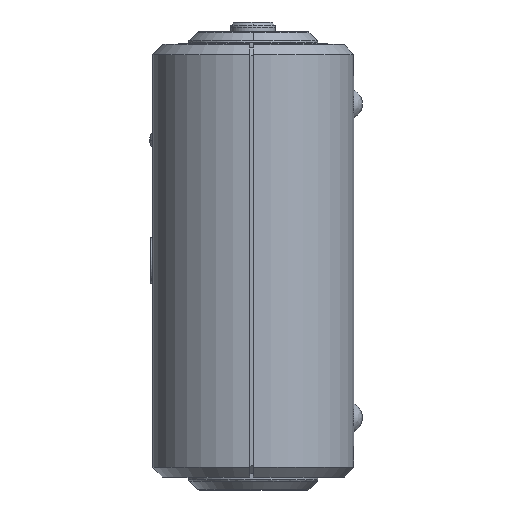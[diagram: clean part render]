
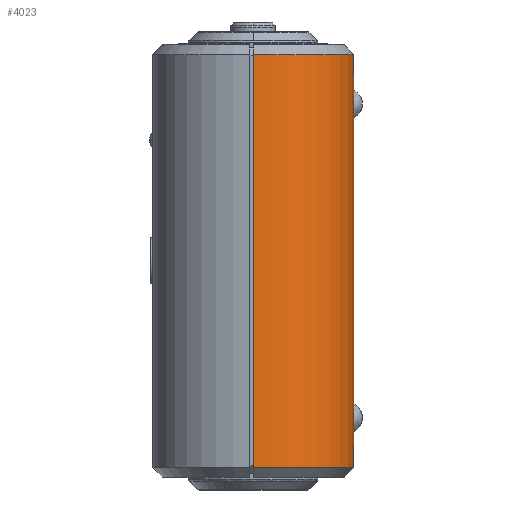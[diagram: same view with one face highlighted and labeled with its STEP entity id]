
A CAD part, left-side view. The second image highlights one B-rep face of the part: STEP entity #4023.
In plain terms, the highlighted cylindrical face has radius 12.5 mm (diameter 25 mm), a partial arc.
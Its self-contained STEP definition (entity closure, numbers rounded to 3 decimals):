
#55 = EDGE_CURVE ( 'NONE', #2110, #7758, #4473, .T. ) ;
#163 = VERTEX_POINT ( 'NONE', #6357 ) ;
#220 = CARTESIAN_POINT ( 'NONE',  ( -38.991, -12.49, 19.613 ) ) ;
#281 = ORIENTED_EDGE ( 'NONE', *, *, #1673, .F. ) ;
#288 = DIRECTION ( 'NONE',  ( 1., 0., 0. ) ) ;
#309 = VECTOR ( 'NONE', #952, 1000. ) ;
#331 = DIRECTION ( 'NONE',  ( 1., 0., 0. ) ) ;
#414 = ORIENTED_EDGE ( 'NONE', *, *, #6780, .T. ) ;
#631 = CARTESIAN_POINT ( 'NONE',  ( -38.937, -12.492, -19.055 ) ) ;
#952 = DIRECTION ( 'NONE',  ( 0., 0., -1. ) ) ;
#1032 = DIRECTION ( 'NONE',  ( 0., 0., -1. ) ) ;
#1045 = CARTESIAN_POINT ( 'NONE',  ( -38.937, -12.492, 19.945 ) ) ;
#1097 = ORIENTED_EDGE ( 'NONE', *, *, #6467, .F. ) ;
#1306 = VERTEX_POINT ( 'NONE', #3980 ) ;
#1360 = VECTOR ( 'NONE', #1032, 1000. ) ;
#1393 = EDGE_CURVE ( 'NONE', #7758, #3015, #4321, .T. ) ;
#1464 = CARTESIAN_POINT ( 'NONE',  ( -38.779, -12.497, -18.632 ) ) ;
#1673 = EDGE_CURVE ( 'NONE', #1306, #3267, #3670, .T. ) ;
#1687 = AXIS2_PLACEMENT_3D ( 'NONE', #2289, #8047, #3108 ) ;
#1896 = CARTESIAN_POINT ( 'NONE',  ( -38.779, -12.497, 20.368 ) ) ;
#2110 = VERTEX_POINT ( 'NONE', #4442 ) ;
#2117 = LINE ( 'NONE', #2594, #10624 ) ;
#2289 = CARTESIAN_POINT ( 'NONE',  ( -38.5, 0., -25.652 ) ) ;
#2306 = CARTESIAN_POINT ( 'NONE',  ( -38.5, -12.5, -18.275 ) ) ;
#2356 = EDGE_CURVE ( 'NONE', #1306, #163, #3640, .T. ) ;
#2516 = LINE ( 'NONE', #2585, #309 ) ;
#2585 = CARTESIAN_POINT ( 'NONE',  ( -38.5, -12.5, -30. ) ) ;
#2594 = CARTESIAN_POINT ( 'NONE',  ( -38.5, -12.5, -30. ) ) ;
#2714 = CARTESIAN_POINT ( 'NONE',  ( -38.5, -12.5, 20.725 ) ) ;
#2809 = CARTESIAN_POINT ( 'NONE',  ( -51., 0., 25.652 ) ) ;
#3015 = VERTEX_POINT ( 'NONE', #8491 ) ;
#3066 = CYLINDRICAL_SURFACE ( 'NONE', #4732, 12.5 ) ;
#3108 = DIRECTION ( 'NONE',  ( 1., 0., 0. ) ) ;
#3194 = EDGE_CURVE ( 'NONE', #3015, #9298, #3205, .T. ) ;
#3205 = CIRCLE ( 'NONE', #1687, 12.5 ) ;
#3267 = VERTEX_POINT ( 'NONE', #8927 ) ;
#3412 = AXIS2_PLACEMENT_3D ( 'NONE', #9274, #10643, #331 ) ;
#3640 = B_SPLINE_CURVE_WITH_KNOTS ( 'NONE', 3,
 ( #5969, #6794, #4324, #10103, #5160, #220, #6003, #1045, #6831, #1896, #7650, #2714 ),
 .UNSPECIFIED., .F., .F.,
 ( 4, 2, 2, 2, 2, 4 ),
 ( -0.001, -0.001, 0., 0., 0.001, 0.001 ),
 .UNSPECIFIED. ) ;
#3670 = LINE ( 'NONE', #5149, #7799 ) ;
#3906 = CARTESIAN_POINT ( 'NONE',  ( -38.778, -12.497, -20.369 ) ) ;
#3980 = CARTESIAN_POINT ( 'NONE',  ( -38.5, -12.5, 18.275 ) ) ;
#4023 = ADVANCED_FACE ( 'NONE', ( #9895 ), #3066, .T. ) ;
#4321 = LINE ( 'NONE', #6669, #1360 ) ;
#4324 = CARTESIAN_POINT ( 'NONE',  ( -38.778, -12.497, 18.631 ) ) ;
#4442 = CARTESIAN_POINT ( 'NONE',  ( -38.5, -12.5, 25.652 ) ) ;
#4473 = CIRCLE ( 'NONE', #3412, 12.5 ) ;
#4732 = AXIS2_PLACEMENT_3D ( 'NONE', #9379, #9341, #288 ) ;
#4742 = CARTESIAN_POINT ( 'NONE',  ( -38.991, -12.49, -19.727 ) ) ;
#5149 = CARTESIAN_POINT ( 'NONE',  ( -38.5, -12.5, -30. ) ) ;
#5160 = CARTESIAN_POINT ( 'NONE',  ( -38.991, -12.49, 19.273 ) ) ;
#5446 = ORIENTED_EDGE ( 'NONE', *, *, #3194, .T. ) ;
#5585 = CARTESIAN_POINT ( 'NONE',  ( -38.98, -12.491, -19.275 ) ) ;
#5683 = EDGE_CURVE ( 'NONE', #7118, #9298, #2516, .T. ) ;
#5969 = CARTESIAN_POINT ( 'NONE',  ( -38.5, -12.5, 18.275 ) ) ;
#6003 = CARTESIAN_POINT ( 'NONE',  ( -38.98, -12.491, 19.725 ) ) ;
#6357 = CARTESIAN_POINT ( 'NONE',  ( -38.5, -12.5, 20.725 ) ) ;
#6415 = CARTESIAN_POINT ( 'NONE',  ( -38.905, -12.494, -18.946 ) ) ;
#6467 = EDGE_CURVE ( 'NONE', #2110, #163, #2117, .T. ) ;
#6669 = CARTESIAN_POINT ( 'NONE',  ( -51., 0., -30. ) ) ;
#6780 = EDGE_CURVE ( 'NONE', #7118, #3267, #9784, .T. ) ;
#6794 = CARTESIAN_POINT ( 'NONE',  ( -38.656, -12.5, 18.441 ) ) ;
#6831 = CARTESIAN_POINT ( 'NONE',  ( -38.905, -12.494, 20.054 ) ) ;
#7118 = VERTEX_POINT ( 'NONE', #9037 ) ;
#7159 = CARTESIAN_POINT ( 'NONE',  ( -38.5, -12.5, -25.652 ) ) ;
#7231 = CARTESIAN_POINT ( 'NONE',  ( -38.656, -12.5, -18.441 ) ) ;
#7537 = DIRECTION ( 'NONE',  ( 0., 0., -1. ) ) ;
#7650 = CARTESIAN_POINT ( 'NONE',  ( -38.656, -12.5, 20.559 ) ) ;
#7758 = VERTEX_POINT ( 'NONE', #2809 ) ;
#7799 = VECTOR ( 'NONE', #8572, 1000. ) ;
#8047 = DIRECTION ( 'NONE',  ( 0., 0., 1. ) ) ;
#8491 = CARTESIAN_POINT ( 'NONE',  ( -51., 0., -25.652 ) ) ;
#8572 = DIRECTION ( 'NONE',  ( 0., 0., -1. ) ) ;
#8806 = CARTESIAN_POINT ( 'NONE',  ( -38.5, -12.5, -20.725 ) ) ;
#8927 = CARTESIAN_POINT ( 'NONE',  ( -38.5, -12.5, -18.275 ) ) ;
#9037 = CARTESIAN_POINT ( 'NONE',  ( -38.5, -12.5, -20.725 ) ) ;
#9274 = CARTESIAN_POINT ( 'NONE',  ( -38.5, 0., 25.652 ) ) ;
#9298 = VERTEX_POINT ( 'NONE', #7159 ) ;
#9341 = DIRECTION ( 'NONE',  ( 0., 0., 1. ) ) ;
#9379 = CARTESIAN_POINT ( 'NONE',  ( -38.5, 0., -30. ) ) ;
#9439 = EDGE_LOOP ( 'NONE', ( #10402, #5446, #10045, #414, #281, #9609, #1097, #9594 ) ) ;
#9594 = ORIENTED_EDGE ( 'NONE', *, *, #55, .T. ) ;
#9609 = ORIENTED_EDGE ( 'NONE', *, *, #2356, .T. ) ;
#9681 = CARTESIAN_POINT ( 'NONE',  ( -38.947, -12.492, -19.95 ) ) ;
#9784 = B_SPLINE_CURVE_WITH_KNOTS ( 'NONE', 3,
 ( #8806, #10489, #3906, #9681, #4742, #10527, #5585, #631, #6415, #1464, #7231, #2306 ),
 .UNSPECIFIED., .F., .F.,
 ( 4, 2, 2, 2, 2, 4 ),
 ( -0.001, -0.001, 0., 0., 0.001, 0.001 ),
 .UNSPECIFIED. ) ;
#9895 = FACE_OUTER_BOUND ( 'NONE', #9439, .T. ) ;
#10045 = ORIENTED_EDGE ( 'NONE', *, *, #5683, .F. ) ;
#10103 = CARTESIAN_POINT ( 'NONE',  ( -38.947, -12.492, 19.05 ) ) ;
#10402 = ORIENTED_EDGE ( 'NONE', *, *, #1393, .T. ) ;
#10489 = CARTESIAN_POINT ( 'NONE',  ( -38.656, -12.5, -20.559 ) ) ;
#10527 = CARTESIAN_POINT ( 'NONE',  ( -38.991, -12.49, -19.387 ) ) ;
#10624 = VECTOR ( 'NONE', #7537, 1000. ) ;
#10643 = DIRECTION ( 'NONE',  ( 0., 0., -1. ) ) ;
